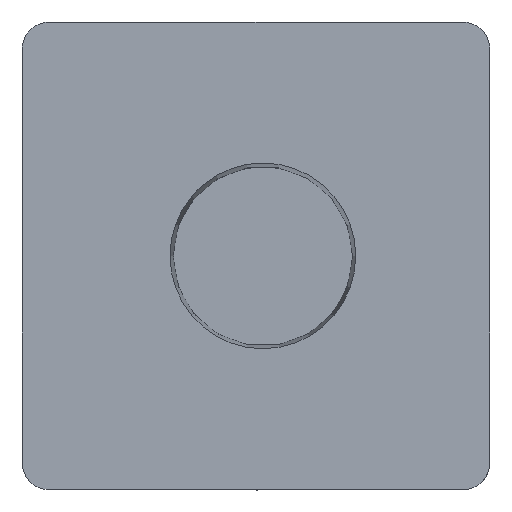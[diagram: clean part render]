
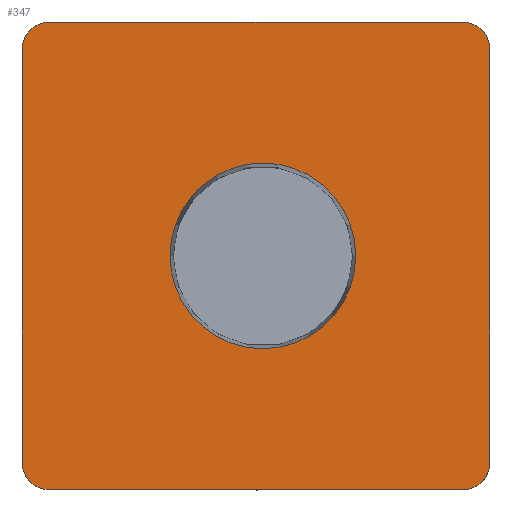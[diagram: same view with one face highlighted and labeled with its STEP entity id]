
A CAD part, top view. The second image highlights one B-rep face of the part: STEP entity #347.
In plain terms, the highlighted planar face has unit normal (0, 0, 1).
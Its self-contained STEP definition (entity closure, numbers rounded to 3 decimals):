
#347=ADVANCED_FACE('',(#426,#427),#394,.T.);
#394=PLANE('',#1770);
#426=FACE_BOUND('',#509,.T.);
#427=FACE_BOUND('',#510,.T.);
#509=EDGE_LOOP('',(#849));
#510=EDGE_LOOP('',(#850,#851,#852,#853,#854,#855,#856,#857));
#849=ORIENTED_EDGE('',*,*,#1219,.T.);
#850=ORIENTED_EDGE('',*,*,#1218,.T.);
#851=ORIENTED_EDGE('',*,*,#1191,.T.);
#852=ORIENTED_EDGE('',*,*,#1192,.T.);
#853=ORIENTED_EDGE('',*,*,#1198,.T.);
#854=ORIENTED_EDGE('',*,*,#1201,.T.);
#855=ORIENTED_EDGE('',*,*,#1204,.T.);
#856=ORIENTED_EDGE('',*,*,#1207,.T.);
#857=ORIENTED_EDGE('',*,*,#1209,.T.);
#1016=VERTEX_POINT('',#2871);
#1019=VERTEX_POINT('',#2876);
#1020=VERTEX_POINT('',#2880);
#1024=VERTEX_POINT('',#2890);
#1026=VERTEX_POINT('',#2896);
#1028=VERTEX_POINT('',#2902);
#1030=VERTEX_POINT('',#2908);
#1032=VERTEX_POINT('',#2913);
#1035=VERTEX_POINT('',#2933);
#1191=EDGE_CURVE('',#1016,#1019,#1439,.T.);
#1192=EDGE_CURVE('',#1019,#1020,#1301,.T.);
#1198=EDGE_CURVE('',#1020,#1024,#1444,.T.);
#1201=EDGE_CURVE('',#1024,#1026,#1304,.T.);
#1204=EDGE_CURVE('',#1026,#1028,#1448,.T.);
#1207=EDGE_CURVE('',#1028,#1030,#1306,.T.);
#1209=EDGE_CURVE('',#1030,#1032,#1451,.T.);
#1218=EDGE_CURVE('',#1032,#1016,#1309,.T.);
#1219=EDGE_CURVE('',#1035,#1035,#1310,.T.);
#1301=CIRCLE('',#1749,2.);
#1304=CIRCLE('',#1754,2.);
#1306=CIRCLE('',#1758,2.);
#1309=CIRCLE('',#1767,2.);
#1310=CIRCLE('',#1769,6.75);
#1439=LINE('',#2877,#1560);
#1444=LINE('',#2891,#1565);
#1448=LINE('',#2903,#1569);
#1451=LINE('',#2914,#1572);
#1560=VECTOR('',#2075,1.);
#1565=VECTOR('',#2088,1.);
#1569=VECTOR('',#2100,1.);
#1572=VECTOR('',#2111,1.);
#1749=AXIS2_PLACEMENT_3D('',#2879,#2078,#2079);
#1754=AXIS2_PLACEMENT_3D('',#2897,#2094,#2095);
#1758=AXIS2_PLACEMENT_3D('',#2909,#2106,#2107);
#1767=AXIS2_PLACEMENT_3D('',#2930,#2132,#2133);
#1769=AXIS2_PLACEMENT_3D('',#2932,#2136,#2137);
#1770=AXIS2_PLACEMENT_3D('',#2934,#2138,#2139);
#2075=DIRECTION('',(0.,1.,0.));
#2078=DIRECTION('',(0.,0.,1.));
#2079=DIRECTION('',(1.,0.,0.));
#2088=DIRECTION('',(-1.,0.,0.));
#2094=DIRECTION('',(0.,0.,1.));
#2095=DIRECTION('',(0.,1.,0.));
#2100=DIRECTION('',(0.,-1.,0.));
#2106=DIRECTION('',(0.,0.,1.));
#2107=DIRECTION('',(-1.,0.,0.));
#2111=DIRECTION('',(1.,0.,0.));
#2132=DIRECTION('',(0.,0.,1.));
#2133=DIRECTION('',(0.,-1.,0.));
#2136=DIRECTION('',(0.,0.,-1.));
#2137=DIRECTION('',(-1.,0.,0.));
#2138=DIRECTION('',(0.,0.,1.));
#2139=DIRECTION('',(-1.,0.,0.));
#2871=CARTESIAN_POINT('',(16.5,-15.,11.));
#2876=CARTESIAN_POINT('',(16.5,15.,11.));
#2877=CARTESIAN_POINT('',(16.5,-15.,11.));
#2879=CARTESIAN_POINT('',(14.5,15.,11.));
#2880=CARTESIAN_POINT('',(14.5,17.,11.));
#2890=CARTESIAN_POINT('',(-15.5,17.,11.));
#2891=CARTESIAN_POINT('',(14.5,17.,11.));
#2896=CARTESIAN_POINT('',(-17.5,15.,11.));
#2897=CARTESIAN_POINT('',(-15.5,15.,11.));
#2902=CARTESIAN_POINT('',(-17.5,-15.,11.));
#2903=CARTESIAN_POINT('',(-17.5,15.,11.));
#2908=CARTESIAN_POINT('',(-15.5,-17.,11.));
#2909=CARTESIAN_POINT('',(-15.5,-15.,11.));
#2913=CARTESIAN_POINT('',(14.5,-17.,11.));
#2914=CARTESIAN_POINT('',(-15.5,-17.,11.));
#2930=CARTESIAN_POINT('',(14.5,-15.,11.));
#2932=CARTESIAN_POINT('',(0.,0.,11.));
#2933=CARTESIAN_POINT('',(-6.75,0.,11.));
#2934=CARTESIAN_POINT('',(16.7,18.05,11.));
